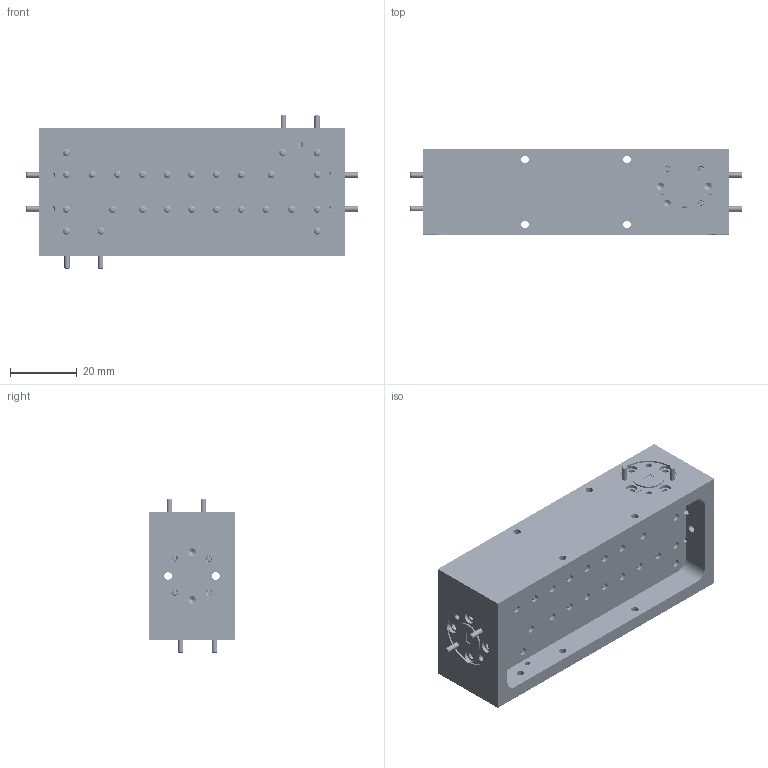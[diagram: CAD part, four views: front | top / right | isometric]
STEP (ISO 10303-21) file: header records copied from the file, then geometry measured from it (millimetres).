
FILE_DESCRIPTION (( 'STEP AP203' ), '1' );
FILE_NAME ('SWD-0640H-12-DB,df.STEP', '2019-06-06T18:32:36', ( '' ), ( '' ), 'SwSTEP 2.0', 'SolidWorks 2016', '' );
FILE_SCHEMA (( 'CONFIG_CONTROL_DESIGN' ));
Length unit declared in the file: inch
Products named in the file (1): SWD-0640H-12-DB,df
Bounding box: 99.19 x 25.4 x 45.85 mm (x, y, z)
Volume: 48197.4 mm3; surface area: 44354.3 mm2
Topology: 64 solids, 64 shells, 3888 faces, 10646 edges, 6910 vertices
Faces by surface type: cylinder 2746, plane 630, cone 460, bspline 52
Entity records: 174673 total; most frequent: CARTESIAN_POINT 88397, ORIENTED_EDGE 21244, DIRECTION 15224, EDGE_CURVE 10622, VERTEX_POINT 6910, AXIS2_PLACEMENT_3D 5537, EDGE_LOOP 4200, VECTOR 4150
